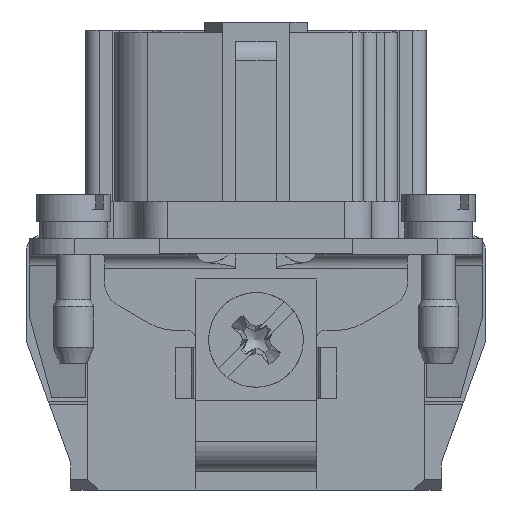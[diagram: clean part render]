
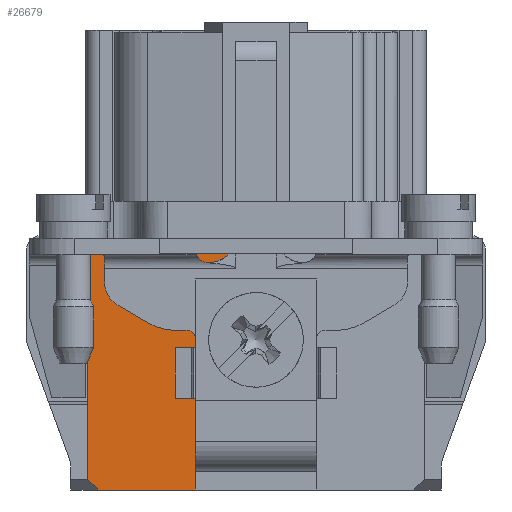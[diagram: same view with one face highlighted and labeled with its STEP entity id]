
A CAD part, left-side view. The second image highlights one B-rep face of the part: STEP entity #26679.
In plain terms, the highlighted planar face has unit normal (-1, 0, 0).
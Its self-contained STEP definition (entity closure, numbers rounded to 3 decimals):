
#25150=CIRCLE('',#107736,0.6);
#25151=CIRCLE('',#107737,4.);
#25152=CIRCLE('',#107738,2.);
#26679=ADVANCED_FACE('',(#32307),#30316,.T.);
#30316=PLANE('',#107739);
#32307=FACE_OUTER_BOUND('',#35730,.T.);
#35730=EDGE_LOOP('',(#40683,#40684,#40685,#40686,#40687,#40688,#40689,#40690,
#40691,#40692,#40693,#40694,#40695,#40696,#40697,#40698,#40699,#40700,#40701));
#40683=ORIENTED_EDGE('',*,*,#67097,.T.);
#40684=ORIENTED_EDGE('',*,*,#67098,.T.);
#40685=ORIENTED_EDGE('',*,*,#67067,.T.);
#40686=ORIENTED_EDGE('',*,*,#67099,.F.);
#40687=ORIENTED_EDGE('',*,*,#67058,.F.);
#40688=ORIENTED_EDGE('',*,*,#67100,.T.);
#40689=ORIENTED_EDGE('',*,*,#67101,.T.);
#40690=ORIENTED_EDGE('',*,*,#67102,.T.);
#40691=ORIENTED_EDGE('',*,*,#67103,.T.);
#40692=ORIENTED_EDGE('',*,*,#67104,.F.);
#40693=ORIENTED_EDGE('',*,*,#67105,.T.);
#40694=ORIENTED_EDGE('',*,*,#67106,.T.);
#40695=ORIENTED_EDGE('',*,*,#67107,.T.);
#40696=ORIENTED_EDGE('',*,*,#67108,.T.);
#40697=ORIENTED_EDGE('',*,*,#67109,.T.);
#40698=ORIENTED_EDGE('',*,*,#67110,.T.);
#40699=ORIENTED_EDGE('',*,*,#67111,.T.);
#40700=ORIENTED_EDGE('',*,*,#67112,.T.);
#40701=ORIENTED_EDGE('',*,*,#67113,.T.);
#60241=VERTEX_POINT('',#135328);
#60245=VERTEX_POINT('',#135336);
#60252=VERTEX_POINT('',#135357);
#60253=VERTEX_POINT('',#135359);
#60281=VERTEX_POINT('',#135422);
#60282=VERTEX_POINT('',#135423);
#60283=VERTEX_POINT('',#135427);
#60284=VERTEX_POINT('',#135429);
#60285=VERTEX_POINT('',#135431);
#60286=VERTEX_POINT('',#135433);
#60287=VERTEX_POINT('',#135435);
#60288=VERTEX_POINT('',#135437);
#60289=VERTEX_POINT('',#135439);
#60290=VERTEX_POINT('',#135441);
#60291=VERTEX_POINT('',#135443);
#60292=VERTEX_POINT('',#135445);
#60293=VERTEX_POINT('',#135447);
#60294=VERTEX_POINT('',#135449);
#60295=VERTEX_POINT('',#135451);
#67058=EDGE_CURVE('',#60245,#60241,#87284,.T.);
#67067=EDGE_CURVE('',#60253,#60252,#87290,.T.);
#67097=EDGE_CURVE('',#60281,#60282,#87316,.T.);
#67098=EDGE_CURVE('',#60282,#60253,#87317,.T.);
#67099=EDGE_CURVE('',#60241,#60252,#87318,.T.);
#67100=EDGE_CURVE('',#60245,#60283,#87319,.T.);
#67101=EDGE_CURVE('',#60283,#60284,#87320,.T.);
#67102=EDGE_CURVE('',#60284,#60285,#87321,.T.);
#67103=EDGE_CURVE('',#60285,#60286,#87322,.T.);
#67104=EDGE_CURVE('',#60287,#60286,#87323,.T.);
#67105=EDGE_CURVE('',#60287,#60288,#87324,.T.);
#67106=EDGE_CURVE('',#60288,#60289,#87325,.T.);
#67107=EDGE_CURVE('',#60289,#60290,#87326,.T.);
#67108=EDGE_CURVE('',#60290,#60291,#25150,.T.);
#67109=EDGE_CURVE('',#60291,#60292,#87327,.T.);
#67110=EDGE_CURVE('',#60292,#60293,#25151,.T.);
#67111=EDGE_CURVE('',#60293,#60294,#87328,.T.);
#67112=EDGE_CURVE('',#60294,#60295,#25152,.T.);
#67113=EDGE_CURVE('',#60295,#60281,#87329,.T.);
#87284=LINE('',#135337,#93551);
#87290=LINE('',#135358,#93557);
#87316=LINE('',#135421,#93583);
#87317=LINE('',#135424,#93584);
#87318=LINE('',#135425,#93585);
#87319=LINE('',#135426,#93586);
#87320=LINE('',#135428,#93587);
#87321=LINE('',#135430,#93588);
#87322=LINE('',#135432,#93589);
#87323=LINE('',#135434,#93590);
#87324=LINE('',#135436,#93591);
#87325=LINE('',#135438,#93592);
#87326=LINE('',#135440,#93593);
#87327=LINE('',#135444,#93594);
#87328=LINE('',#135448,#93595);
#87329=LINE('',#135452,#93596);
#93551=VECTOR('',#113399,1.);
#93557=VECTOR('',#113413,1.);
#93583=VECTOR('',#113449,1.);
#93584=VECTOR('',#113450,1.);
#93585=VECTOR('',#113451,1.);
#93586=VECTOR('',#113452,1.);
#93587=VECTOR('',#113453,1.);
#93588=VECTOR('',#113454,1.);
#93589=VECTOR('',#113455,1.);
#93590=VECTOR('',#113456,1.);
#93591=VECTOR('',#113457,1.);
#93592=VECTOR('',#113458,1.);
#93593=VECTOR('',#113459,1.);
#93594=VECTOR('',#113462,1.);
#93595=VECTOR('',#113465,1.);
#93596=VECTOR('',#113468,1.);
#107736=AXIS2_PLACEMENT_3D('',#135442,#113460,#113461);
#107737=AXIS2_PLACEMENT_3D('',#135446,#113463,#113464);
#107738=AXIS2_PLACEMENT_3D('',#135450,#113466,#113467);
#107739=AXIS2_PLACEMENT_3D('',#135453,#113469,#113470);
#113399=DIRECTION('',(0.,-1.,0.));
#113413=DIRECTION('',(0.,1.,0.));
#113449=DIRECTION('',(0.,-1.,0.));
#113450=DIRECTION('',(0.,0.,1.));
#113451=DIRECTION('',(0.,0.,-1.));
#113452=DIRECTION('',(0.,0.,-1.));
#113453=DIRECTION('',(0.,-0.707,-0.707));
#113454=DIRECTION('',(0.,-1.,0.));
#113455=DIRECTION('',(0.,0.,1.));
#113456=DIRECTION('',(0.,1.,0.));
#113457=DIRECTION('',(0.,0.,1.));
#113458=DIRECTION('',(0.,0.,1.));
#113459=DIRECTION('',(0.,0.,1.));
#113460=DIRECTION('',(-1.,0.,0.));
#113461=DIRECTION('',(0.,-1.,0.));
#113462=DIRECTION('',(0.,1.,0.));
#113463=DIRECTION('',(1.,0.,0.));
#113464=DIRECTION('',(0.,0.,-1.));
#113465=DIRECTION('',(0.,0.866,0.5));
#113466=DIRECTION('',(1.,0.,0.));
#113467=DIRECTION('',(0.,0.5,-0.866));
#113468=DIRECTION('',(0.,0.,1.));
#113469=DIRECTION('',(-1.,0.,0.));
#113470=DIRECTION('',(0.,0.,-1.));
#135328=CARTESIAN_POINT('',(-44.875,4.573,1.2));
#135336=CARTESIAN_POINT('',(-44.875,12.45,1.2));
#135337=CARTESIAN_POINT('',(-44.875,0.,1.2));
#135357=CARTESIAN_POINT('',(-44.875,4.573,0.05));
#135358=CARTESIAN_POINT('',(-44.875,0.,0.05));
#135359=CARTESIAN_POINT('',(-44.875,1.5,0.05));
#135421=CARTESIAN_POINT('',(-44.875,11.2,-1.));
#135422=CARTESIAN_POINT('',(-44.875,11.2,-1.));
#135423=CARTESIAN_POINT('',(-44.875,1.5,-1.));
#135424=CARTESIAN_POINT('',(-44.875,1.5,-1.));
#135425=CARTESIAN_POINT('',(-44.875,4.573,0.05));
#135426=CARTESIAN_POINT('',(-44.875,12.45,-17.4));
#135427=CARTESIAN_POINT('',(-44.875,12.45,-16.6));
#135428=CARTESIAN_POINT('',(-44.875,-0.4,-29.45));
#135429=CARTESIAN_POINT('',(-44.875,11.65,-17.4));
#135430=CARTESIAN_POINT('',(-44.875,-12.45,-17.4));
#135431=CARTESIAN_POINT('',(-44.875,4.502,-17.4));
#135432=CARTESIAN_POINT('',(-44.875,4.502,-2.));
#135433=CARTESIAN_POINT('',(-44.875,4.502,-14.8));
#135434=CARTESIAN_POINT('',(-44.875,-12.45,-14.8));
#135435=CARTESIAN_POINT('',(-44.875,4.5,-14.8));
#135436=CARTESIAN_POINT('',(-44.875,4.5,-13.8));
#135437=CARTESIAN_POINT('',(-44.875,4.498,-10.6));
#135438=CARTESIAN_POINT('',(-44.875,4.494,-14.9));
#135439=CARTESIAN_POINT('',(-44.875,4.498,-6.9));
#135440=CARTESIAN_POINT('',(-44.875,4.5,-6.9));
#135441=CARTESIAN_POINT('',(-44.875,4.5,-6.2));
#135442=CARTESIAN_POINT('',(-44.875,5.1,-6.2));
#135443=CARTESIAN_POINT('',(-44.875,5.1,-5.6));
#135444=CARTESIAN_POINT('',(-44.875,5.1,-5.6));
#135445=CARTESIAN_POINT('',(-44.875,5.928,-5.6));
#135446=CARTESIAN_POINT('',(-44.875,5.928,-1.6));
#135447=CARTESIAN_POINT('',(-44.875,7.928,-5.064));
#135448=CARTESIAN_POINT('',(-44.875,7.928,-5.064));
#135449=CARTESIAN_POINT('',(-44.875,10.2,-3.752));
#135450=CARTESIAN_POINT('',(-44.875,9.2,-2.02));
#135451=CARTESIAN_POINT('',(-44.875,11.2,-2.02));
#135452=CARTESIAN_POINT('',(-44.875,11.2,-2.02));
#135453=CARTESIAN_POINT('',(-44.875,-12.45,-17.4));
